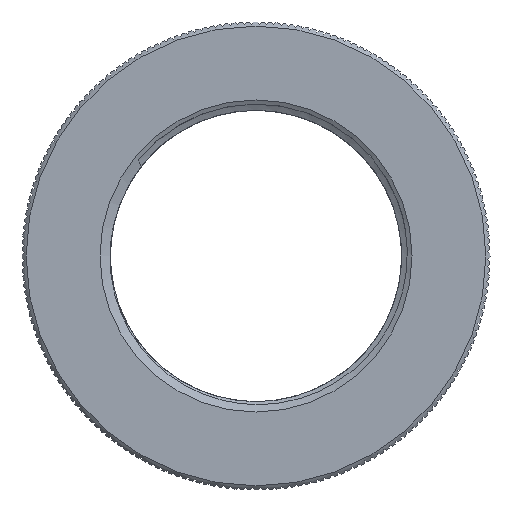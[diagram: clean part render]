
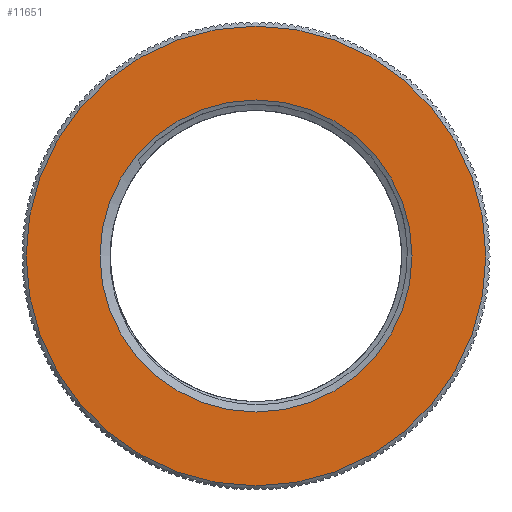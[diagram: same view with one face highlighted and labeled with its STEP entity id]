
A CAD part, left-side view. The second image highlights one B-rep face of the part: STEP entity #11651.
In plain terms, the highlighted planar face has unit normal (-1, 0, 0).
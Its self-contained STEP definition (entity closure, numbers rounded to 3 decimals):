
#2626=PLANE('',#12689);
#2635=FACE_BOUND('',#3879,.T.);
#3253=FACE_OUTER_BOUND('',#3878,.T.);
#3878=EDGE_LOOP('',(#10426));
#3879=EDGE_LOOP('',(#10427));
#3887=CIRCLE('',#11666,19.);
#4299=CIRCLE('',#12687,28.);
#4319=VERTEX_POINT('',#15391);
#5536=VERTEX_POINT('',#23250);
#5542=EDGE_CURVE('',#4319,#4319,#3887,.T.);
#7367=EDGE_CURVE('',#5536,#5536,#4299,.T.);
#10426=ORIENTED_EDGE('',*,*,#7367,.F.);
#10427=ORIENTED_EDGE('',*,*,#5542,.T.);
#11651=ADVANCED_FACE('',(#3253,#2635),#2626,.T.);
#11666=AXIS2_PLACEMENT_3D('',#15392,#12703,#12704);
#12687=AXIS2_PLACEMENT_3D('',#23251,#15345,#15346);
#12689=AXIS2_PLACEMENT_3D('',#23253,#15349,#15350);
#12703=DIRECTION('center_axis',(1.,0.,0.));
#12704=DIRECTION('ref_axis',(0.,1.,0.));
#15345=DIRECTION('center_axis',(1.,0.,0.));
#15346=DIRECTION('ref_axis',(0.,0.,-1.));
#15349=DIRECTION('center_axis',(-1.,0.,0.));
#15350=DIRECTION('ref_axis',(0.,0.,1.));
#15391=CARTESIAN_POINT('',(-14.,19.,0.));
#15392=CARTESIAN_POINT('Origin',(-14.,0.,0.));
#23250=CARTESIAN_POINT('',(-14.,28.,0.));
#23251=CARTESIAN_POINT('Origin',(-14.,0.,0.));
#23253=CARTESIAN_POINT('Origin',(-14.,28.,0.));
